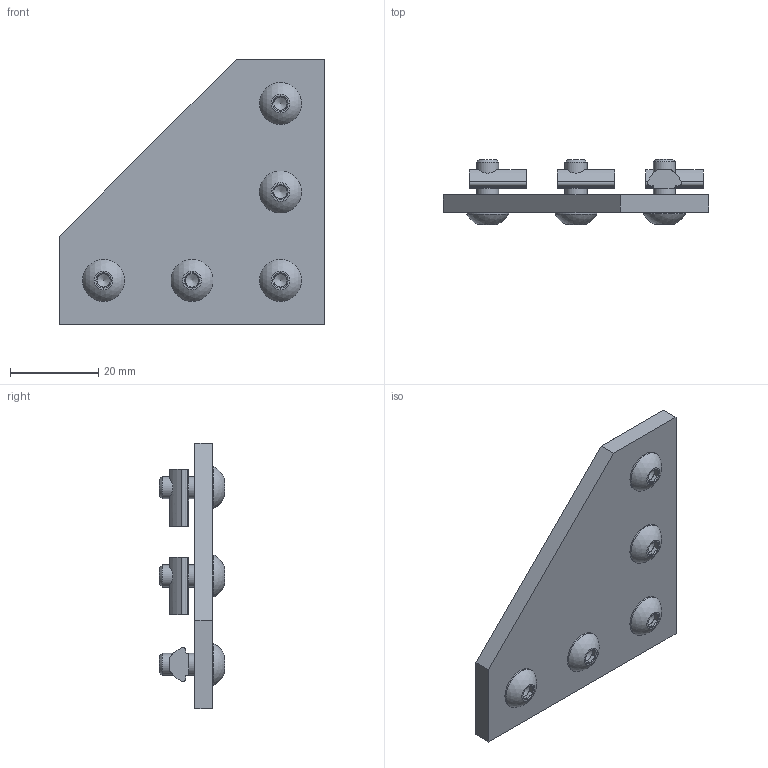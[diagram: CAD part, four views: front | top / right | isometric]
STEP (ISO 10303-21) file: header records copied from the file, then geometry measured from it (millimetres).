
FILE_DESCRIPTION(/* description */ (''),/* implementation_level */ '2;1');
FILE_NAME(/* name */ '2020_corner_bracket.step',/* time_stamp */ '2025-05-29T13:42:11-05:00',/* author */ (''),/* organization */ (''),/* preprocessor_version */ 'ST-DEVELOPER v20.1',/* originating_system */ 'Autodesk Translation Framework v14.10.0.0',/* authorisation */ '');
FILE_SCHEMA (('AUTOMOTIVE_DESIGN { 1 0 10303 214 3 1 1 }'));
Length unit declared in the file: millimetre
Products named in the file (4): 2020_corner_bracket; 2020_corner_bracket_1; M5_BHCS; M5 Roll-In T Nut
Assembly tree (3 placements, depth 3):
  2020_corner_bracket
    2020_corner_bracket_1
      M5_BHCS
      M5 Roll-In T Nut
Bounding box: 60 x 14.75 x 60 mm (x, y, z)
Volume: 13918.5 mm3; surface area: 10085.4 mm2
Topology: 11 solids, 11 shells, 262 faces, 620 edges, 380 vertices
Faces by surface type: plane 132, cylinder 60, cone 55, bspline 10, sphere 5
Full cylindrical faces by diameter (mm): 4.2 x5, 5 x5, 5.2 x5, 9.5 x5
Entity records: 9416 total; most frequent: CARTESIAN_POINT 3314, DIRECTION 1278, ORIENTED_EDGE 1230, EDGE_CURVE 615, AXIS2_PLACEMENT_3D 494, VERTEX_POINT 380, LINE 290, VECTOR 290
